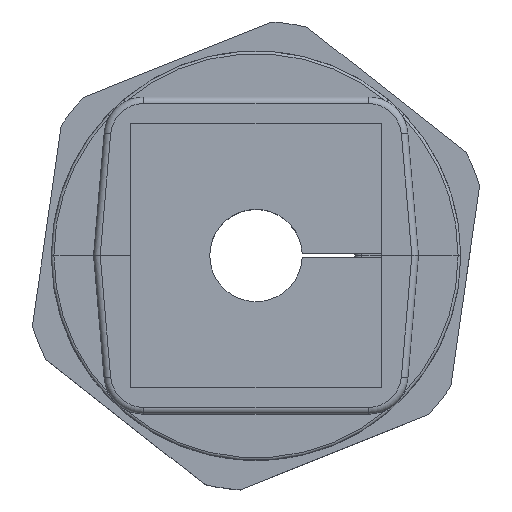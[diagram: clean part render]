
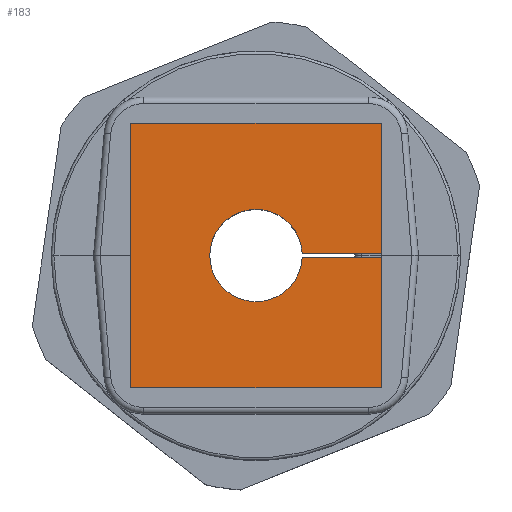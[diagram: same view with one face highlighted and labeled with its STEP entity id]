
A CAD part, top view. The second image highlights one B-rep face of the part: STEP entity #183.
In plain terms, the highlighted planar face has unit normal (0, 0, 1).
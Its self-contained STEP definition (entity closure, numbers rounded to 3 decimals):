
#183=ADVANCED_FACE('NONE',(#422),#423,.T.);
#422=FACE_OUTER_BOUND('',#814,.T.);
#423=PLANE('',#815);
#814=EDGE_LOOP('',(#1753,#1754,#1755,#1756,#1757,#1758,#1759,#1760,#1761));
#815=AXIS2_PLACEMENT_3D('',#1762,#1763,#1764);
#1753=ORIENTED_EDGE('',*,*,#2160,.F.);
#1754=ORIENTED_EDGE('',*,*,#2117,.F.);
#1755=ORIENTED_EDGE('',*,*,#2161,.F.);
#1756=ORIENTED_EDGE('',*,*,#2162,.F.);
#1757=ORIENTED_EDGE('',*,*,#2151,.T.);
#1758=ORIENTED_EDGE('',*,*,#2157,.T.);
#1759=ORIENTED_EDGE('',*,*,#2159,.T.);
#1760=ORIENTED_EDGE('',*,*,#2147,.T.);
#1761=ORIENTED_EDGE('',*,*,#2125,.T.);
#1762=CARTESIAN_POINT('',(9.5,10.0,13.0));
#1763=DIRECTION('',(0.0,0.,1.0));
#1764=DIRECTION('',(-1.0,0.,0.));
#2117=EDGE_CURVE('NONE',#2619,#2621,#2622,.T.);
#2125=EDGE_CURVE('NONE',#2637,#2635,#2638,.T.);
#2147=EDGE_CURVE('NONE',#2673,#2637,#2674,.T.);
#2151=EDGE_CURVE('NONE',#2680,#2681,#2682,.T.);
#2157=EDGE_CURVE('NONE',#2681,#2690,#2692,.T.);
#2159=EDGE_CURVE('NONE',#2690,#2673,#2694,.T.);
#2160=EDGE_CURVE('NONE',#2621,#2635,#2695,.T.);
#2161=EDGE_CURVE('NONE',#2696,#2619,#2697,.T.);
#2162=EDGE_CURVE('NONE',#2680,#2696,#2698,.T.);
#2619=VERTEX_POINT('NONE',#3518);
#2621=VERTEX_POINT('NONE',#3521);
#2622=CIRCLE('',#3522,3.5);
#2635=VERTEX_POINT('NONE',#3541);
#2637=VERTEX_POINT('NONE',#3544);
#2638=LINE('',#3545,#3546);
#2673=VERTEX_POINT('NONE',#3602);
#2674=LINE('',#3603,#3604);
#2680=VERTEX_POINT('NONE',#3613);
#2681=VERTEX_POINT('NONE',#3614);
#2682=LINE('',#3615,#3616);
#2690=VERTEX_POINT('NONE',#3628);
#2692=LINE('',#3631,#3632);
#2694=LINE('',#3635,#3636);
#2695=LINE('',#3637,#3638);
#2696=VERTEX_POINT('NONE',#3639);
#2697=CIRCLE('',#3640,3.5);
#2698=LINE('',#3641,#3642);
#3518=CARTESIAN_POINT('',(-3.5,0.,13.0));
#3521=CARTESIAN_POINT('',(3.497,-0.15,13.0));
#3522=AXIS2_PLACEMENT_3D('',#4105,#4106,#4107);
#3541=CARTESIAN_POINT('',(9.5,-0.15,13.0));
#3544=CARTESIAN_POINT('',(9.5,-10.,13.0));
#3545=CARTESIAN_POINT('',(9.5,-10.,13.0));
#3546=VECTOR('',#4115,1000.0);
#3602=CARTESIAN_POINT('',(-9.5,-10.,13.0));
#3603=CARTESIAN_POINT('',(9.5,-10.,13.0));
#3604=VECTOR('',#4137,1000.0);
#3613=CARTESIAN_POINT('',(9.5,0.15,13.0));
#3614=CARTESIAN_POINT('',(9.5,10.0,13.0));
#3615=CARTESIAN_POINT('',(9.5,-10.,13.0));
#3616=VECTOR('',#4141,1000.0);
#3628=CARTESIAN_POINT('',(-9.5,10.0,13.0));
#3631=CARTESIAN_POINT('',(9.5,10.0,13.0));
#3632=VECTOR('',#4147,1000.0);
#3635=CARTESIAN_POINT('',(-9.5,-10.,13.0));
#3636=VECTOR('',#4149,1000.0);
#3637=CARTESIAN_POINT('',(9.5,-0.15,13.0));
#3638=VECTOR('',#4150,1000.0);
#3639=CARTESIAN_POINT('',(3.497,0.15,13.0));
#3640=AXIS2_PLACEMENT_3D('',#4151,#4152,#4153);
#3641=CARTESIAN_POINT('',(9.5,0.15,13.0));
#3642=VECTOR('',#4154,1000.0);
#4105=CARTESIAN_POINT('',(0.,0.,13.0));
#4106=DIRECTION('',(0.0,0.,1.0));
#4107=DIRECTION('',(-1.0,0.,0.));
#4115=DIRECTION('',(0.,1.0,0.));
#4137=DIRECTION('',(1.0,0.,0.0));
#4141=DIRECTION('',(0.,1.0,0.));
#4147=DIRECTION('',(-1.0,0.,0.0));
#4149=DIRECTION('',(0.,-1.0,0.));
#4150=DIRECTION('',(1.0,0.,0.0));
#4151=CARTESIAN_POINT('',(0.,0.,13.0));
#4152=DIRECTION('',(0.0,0.,1.0));
#4153=DIRECTION('',(-1.0,0.,0.));
#4154=DIRECTION('',(-1.0,0.,0.0));
